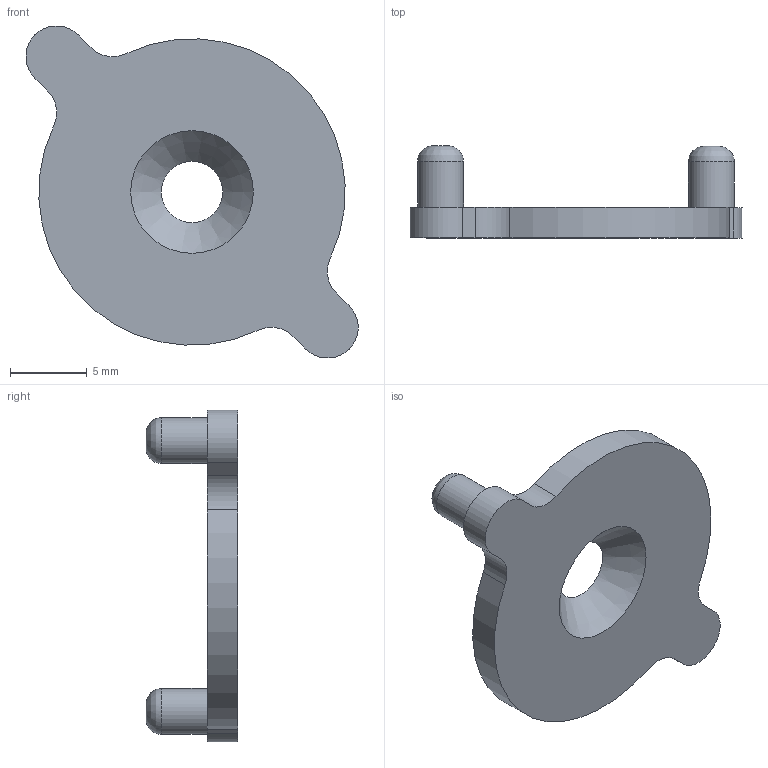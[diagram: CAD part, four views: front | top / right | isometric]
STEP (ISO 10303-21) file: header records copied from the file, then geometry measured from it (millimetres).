
FILE_DESCRIPTION(/* description */ (''),/* implementation_level */ '2;1');
FILE_NAME(/* name */ 'positive terminal.stp',/* time_stamp */ '2024-07-19T15:50:47-07:00',/* author */ ('devan'),/* organization */ (''),/* preprocessor_version */ 'ST-DEVELOPER v20',/* originating_system */ 'Autodesk Inventor 2024',/* authorisation */ '');
FILE_SCHEMA (('AUTOMOTIVE_DESIGN { 1 0 10303 214 3 1 1 }'));
Length unit declared in the file: millimetre
Products named in the file (1): positive terminal
Bounding box: 21.66 x 6 x 21.66 mm (x, y, z)
Volume: 692.3 mm3; surface area: 907.6 mm2
Topology: 1 solids, 1 shells, 21 faces, 51 edges, 34 vertices
Faces by surface type: cylinder 10, plane 8, bspline 2, cone 1
Full cylindrical faces by diameter (mm): 3 x2
Entity records: 724 total; most frequent: CARTESIAN_POINT 159, DIRECTION 119, ORIENTED_EDGE 102, EDGE_CURVE 51, AXIS2_PLACEMENT_3D 48, VERTEX_POINT 34, CIRCLE 28, EDGE_LOOP 25
